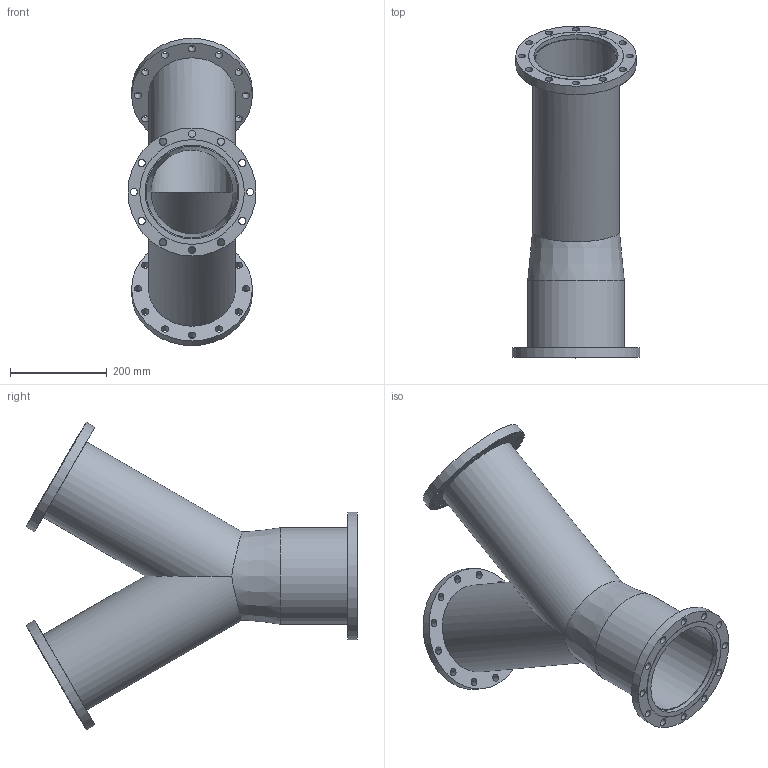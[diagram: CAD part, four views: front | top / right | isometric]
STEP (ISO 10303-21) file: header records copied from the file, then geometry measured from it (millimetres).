
FILE_DESCRIPTION(/* description */ (''),/* implementation_level */ '2;1');
FILE_NAME(/* name */ 'Y-pipe.stp',/* time_stamp */ '2017-08-29T18:51:55+02:00',/* author */ ('Pawel'),/* organization */ (''),/* preprocessor_version */ 'ST-DEVELOPER v16.13',/* originating_system */ 'Autodesk Inventor 2018',/* authorisation */ '');
FILE_SCHEMA (('AUTOMOTIVE_DESIGN { 1 0 10303 214 3 1 1 }'));
Length unit declared in the file: millimetre
Products named in the file (1): Y-pipe
Bounding box: 265 x 687.23 x 636.51 mm (x, y, z)
Volume: 4025936.2 mm3; surface area: 1285595.5 mm2
Topology: 1 solids, 1 shells, 65 faces, 162 edges, 107 vertices
Faces by surface type: cylinder 51, plane 12, cone 2
Full cylindrical faces by diameter (mm): 15 x36, 170 x2, 174 x2, 180 x2, 190 x1, 194 x1, 196.667 x2, 200 x1, 216.667 x1, 250 x2, 265 x1
Entity records: 2081 total; most frequent: CARTESIAN_POINT 472, DIRECTION 336, ORIENTED_EDGE 212, EDGE_LOOP 202, AXIS2_PLACEMENT_3D 168, FACE_BOUND 137, EDGE_CURVE 106, VERTEX_POINT 104
